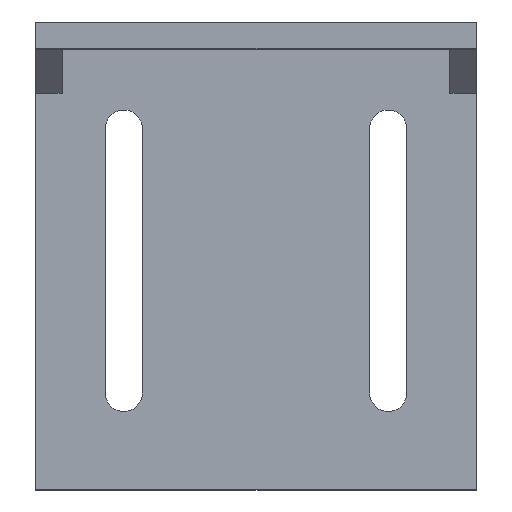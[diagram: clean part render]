
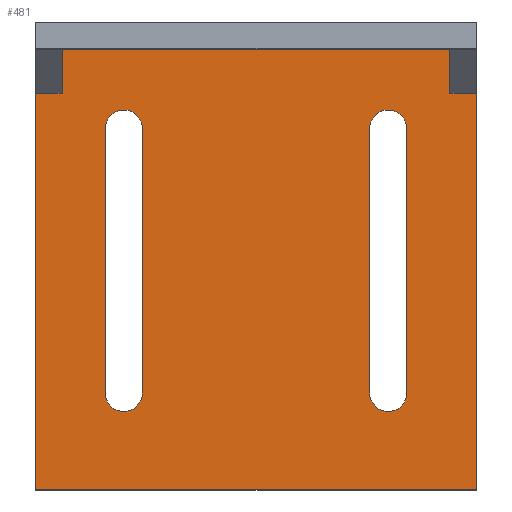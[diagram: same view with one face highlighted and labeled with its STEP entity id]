
A CAD part, top view. The second image highlights one B-rep face of the part: STEP entity #481.
In plain terms, the highlighted planar face has unit normal (0, 0, 1).
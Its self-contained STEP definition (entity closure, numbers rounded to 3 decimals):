
#24=FACE_BOUND('',#92,.T.);
#25=FACE_BOUND('',#93,.T.);
#43=CIRCLE('',#509,2.1);
#44=CIRCLE('',#510,2.1);
#45=CIRCLE('',#511,2.1);
#46=CIRCLE('',#512,2.1);
#66=FACE_OUTER_BOUND('',#91,.T.);
#91=EDGE_LOOP('',(#353,#354,#355,#356,#357,#358,#359,#360));
#92=EDGE_LOOP('',(#361,#362,#363,#364));
#93=EDGE_LOOP('',(#365,#366,#367,#368));
#133=LINE('',#689,#179);
#134=LINE('',#692,#180);
#143=LINE('',#710,#189);
#144=LINE('',#713,#190);
#147=LINE('',#718,#193);
#148=LINE('',#720,#194);
#149=LINE('',#722,#195);
#150=LINE('',#723,#196);
#151=LINE('',#728,#197);
#152=LINE('',#731,#198);
#153=LINE('',#736,#199);
#154=LINE('',#739,#200);
#179=VECTOR('',#553,10.);
#180=VECTOR('',#556,10.);
#189=VECTOR('',#567,10.);
#190=VECTOR('',#570,10.);
#193=VECTOR('',#575,10.);
#194=VECTOR('',#578,10.);
#195=VECTOR('',#579,10.);
#196=VECTOR('',#580,10.);
#197=VECTOR('',#583,10.);
#198=VECTOR('',#586,10.);
#199=VECTOR('',#589,10.);
#200=VECTOR('',#592,10.);
#222=VERTEX_POINT('',#682);
#225=VERTEX_POINT('',#687);
#226=VERTEX_POINT('',#691);
#231=VERTEX_POINT('',#703);
#234=VERTEX_POINT('',#708);
#235=VERTEX_POINT('',#712);
#236=VERTEX_POINT('',#716);
#237=VERTEX_POINT('',#721);
#238=VERTEX_POINT('',#724);
#239=VERTEX_POINT('',#725);
#240=VERTEX_POINT('',#727);
#241=VERTEX_POINT('',#729);
#242=VERTEX_POINT('',#732);
#243=VERTEX_POINT('',#733);
#244=VERTEX_POINT('',#735);
#245=VERTEX_POINT('',#737);
#271=EDGE_CURVE('',#222,#225,#133,.T.);
#272=EDGE_CURVE('',#226,#222,#134,.T.);
#281=EDGE_CURVE('',#231,#234,#143,.T.);
#282=EDGE_CURVE('',#235,#231,#144,.T.);
#285=EDGE_CURVE('',#225,#236,#147,.T.);
#286=EDGE_CURVE('',#236,#235,#148,.T.);
#287=EDGE_CURVE('',#234,#237,#149,.T.);
#288=EDGE_CURVE('',#237,#226,#150,.T.);
#289=EDGE_CURVE('',#238,#239,#43,.T.);
#290=EDGE_CURVE('',#239,#240,#151,.T.);
#291=EDGE_CURVE('',#240,#241,#44,.T.);
#292=EDGE_CURVE('',#241,#238,#152,.T.);
#293=EDGE_CURVE('',#242,#243,#45,.T.);
#294=EDGE_CURVE('',#243,#244,#153,.T.);
#295=EDGE_CURVE('',#244,#245,#46,.T.);
#296=EDGE_CURVE('',#245,#242,#154,.T.);
#353=ORIENTED_EDGE('',*,*,#271,.T.);
#354=ORIENTED_EDGE('',*,*,#285,.T.);
#355=ORIENTED_EDGE('',*,*,#286,.T.);
#356=ORIENTED_EDGE('',*,*,#282,.T.);
#357=ORIENTED_EDGE('',*,*,#281,.T.);
#358=ORIENTED_EDGE('',*,*,#287,.T.);
#359=ORIENTED_EDGE('',*,*,#288,.T.);
#360=ORIENTED_EDGE('',*,*,#272,.T.);
#361=ORIENTED_EDGE('',*,*,#289,.T.);
#362=ORIENTED_EDGE('',*,*,#290,.T.);
#363=ORIENTED_EDGE('',*,*,#291,.T.);
#364=ORIENTED_EDGE('',*,*,#292,.T.);
#365=ORIENTED_EDGE('',*,*,#293,.T.);
#366=ORIENTED_EDGE('',*,*,#294,.T.);
#367=ORIENTED_EDGE('',*,*,#295,.T.);
#368=ORIENTED_EDGE('',*,*,#296,.T.);
#465=PLANE('',#508);
#481=ADVANCED_FACE('',(#66,#24,#25),#465,.T.);
#508=AXIS2_PLACEMENT_3D('',#719,#576,#577);
#509=AXIS2_PLACEMENT_3D('',#726,#581,#582);
#510=AXIS2_PLACEMENT_3D('',#730,#584,#585);
#511=AXIS2_PLACEMENT_3D('',#734,#587,#588);
#512=AXIS2_PLACEMENT_3D('',#738,#590,#591);
#553=DIRECTION('',(-1.,0.,0.));
#556=DIRECTION('',(0.,1.,0.));
#567=DIRECTION('',(-1.,0.,0.));
#570=DIRECTION('',(0.,-1.,0.));
#575=DIRECTION('',(0.,1.,0.));
#576=DIRECTION('center_axis',(0.,0.,1.));
#577=DIRECTION('ref_axis',(1.,0.,0.));
#578=DIRECTION('',(-1.,0.,0.));
#579=DIRECTION('',(0.,-1.,0.));
#580=DIRECTION('',(1.,0.,0.));
#581=DIRECTION('center_axis',(0.,0.,-1.));
#582=DIRECTION('ref_axis',(1.,0.,0.));
#583=DIRECTION('',(0.,-1.,0.));
#584=DIRECTION('center_axis',(0.,0.,-1.));
#585=DIRECTION('ref_axis',(-1.,0.,0.));
#586=DIRECTION('',(0.,1.,0.));
#587=DIRECTION('center_axis',(0.,0.,-1.));
#588=DIRECTION('ref_axis',(-1.,0.,0.));
#589=DIRECTION('',(0.,1.,0.));
#590=DIRECTION('center_axis',(0.,0.,-1.));
#591=DIRECTION('ref_axis',(1.,0.,0.));
#592=DIRECTION('',(0.,-1.,0.));
#682=CARTESIAN_POINT('',(62.126,53.996,3.));
#687=CARTESIAN_POINT('',(59.126,53.996,3.));
#689=CARTESIAN_POINT('',(48.126,53.996,3.));
#691=CARTESIAN_POINT('',(62.126,8.996,3.));
#692=CARTESIAN_POINT('',(62.126,8.996,3.));
#703=CARTESIAN_POINT('',(15.126,53.996,3.));
#708=CARTESIAN_POINT('',(12.126,53.996,3.));
#710=CARTESIAN_POINT('',(24.626,53.996,3.));
#712=CARTESIAN_POINT('',(15.126,58.996,3.));
#713=CARTESIAN_POINT('',(15.126,44.746,3.));
#716=CARTESIAN_POINT('',(59.126,58.996,3.));
#718=CARTESIAN_POINT('',(59.126,47.246,3.));
#719=CARTESIAN_POINT('Origin',(37.126,35.496,3.));
#720=CARTESIAN_POINT('',(37.126,58.996,3.));
#721=CARTESIAN_POINT('',(12.126,8.996,3.));
#722=CARTESIAN_POINT('',(12.126,61.996,3.));
#723=CARTESIAN_POINT('',(12.126,8.996,3.));
#724=CARTESIAN_POINT('',(50.026,49.996,3.));
#725=CARTESIAN_POINT('',(54.226,49.996,3.));
#726=CARTESIAN_POINT('Origin',(52.126,49.996,3.));
#727=CARTESIAN_POINT('',(54.226,19.996,3.));
#728=CARTESIAN_POINT('',(54.226,19.996,3.));
#729=CARTESIAN_POINT('',(50.026,19.996,3.));
#730=CARTESIAN_POINT('Origin',(52.126,19.996,3.));
#731=CARTESIAN_POINT('',(50.026,49.996,3.));
#732=CARTESIAN_POINT('',(24.226,19.996,3.));
#733=CARTESIAN_POINT('',(20.026,19.996,3.));
#734=CARTESIAN_POINT('Origin',(22.126,19.996,3.));
#735=CARTESIAN_POINT('',(20.026,49.996,3.));
#736=CARTESIAN_POINT('',(20.026,19.996,3.));
#737=CARTESIAN_POINT('',(24.226,49.996,3.));
#738=CARTESIAN_POINT('Origin',(22.126,49.996,3.));
#739=CARTESIAN_POINT('',(24.226,49.996,3.));
